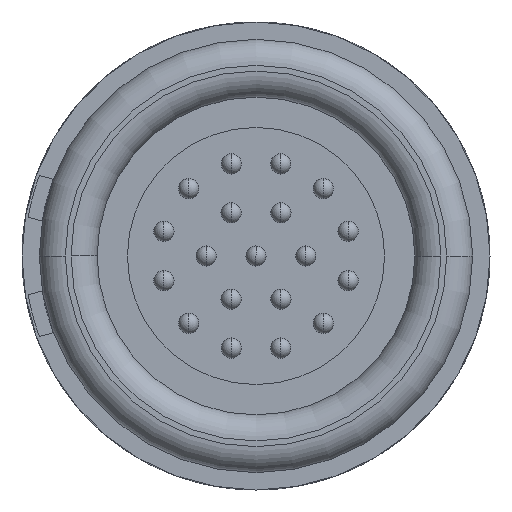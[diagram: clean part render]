
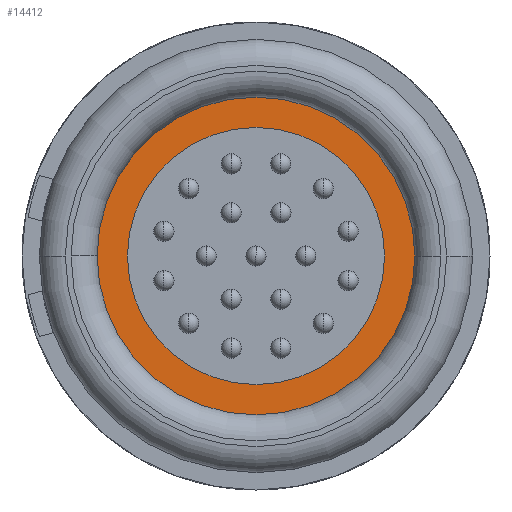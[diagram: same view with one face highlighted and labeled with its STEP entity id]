
A CAD part, left-side view. The second image highlights one B-rep face of the part: STEP entity #14412.
In plain terms, the highlighted planar face has unit normal (-1, 0, 0).
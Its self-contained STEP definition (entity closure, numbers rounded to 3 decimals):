
#2191=CARTESIAN_POINT('',(-12.35,0.,0.));
#2192=DIRECTION('',(-1.,0.,0.));
#2193=DIRECTION('',(0.,1.,0.));
#2194=AXIS2_PLACEMENT_3D('',#2191,#2192,#2193);
#2205=CARTESIAN_POINT('',(-12.35,0.,0.));
#2206=DIRECTION('',(1.,0.,0.));
#2207=DIRECTION('',(0.,1.,0.));
#2208=AXIS2_PLACEMENT_3D('',#2205,#2206,#2207);
#6612=CARTESIAN_POINT('',(-12.35,0.,0.));
#6613=DIRECTION('',(-1.,0.,0.));
#6614=DIRECTION('',(0.,1.,0.));
#6615=AXIS2_PLACEMENT_3D('',#6612,#6613,#6614);
#6617=CARTESIAN_POINT('',(-12.35,0.,0.));
#6618=DIRECTION('',(1.,0.,0.));
#6619=DIRECTION('',(0.,1.,0.));
#6620=AXIS2_PLACEMENT_3D('',#6617,#6618,#6619);
#7547=CARTESIAN_POINT('',(-12.35,5.5,0.));
#7548=CARTESIAN_POINT('',(-12.35,-5.5,0.));
#7549=VERTEX_POINT('',#7547);
#7550=VERTEX_POINT('',#7548);
#7551=CARTESIAN_POINT('',(-12.35,4.45,0.));
#7552=CARTESIAN_POINT('',(-12.35,-4.45,0.));
#7553=VERTEX_POINT('',#7551);
#7554=VERTEX_POINT('',#7552);
#14397=CARTESIAN_POINT('',(-12.35,0.,0.));
#14398=DIRECTION('',(1.,0.,0.));
#14399=DIRECTION('',(0.,-1.,0.));
#14400=AXIS2_PLACEMENT_3D('',#14397,#14398,#14399);
#14401=PLANE('',#14400);
#14403=ORIENTED_EDGE('',*,*,#14402,.F.);
#14405=ORIENTED_EDGE('',*,*,#14404,.T.);
#14406=EDGE_LOOP('',(#14403,#14405));
#14407=FACE_OUTER_BOUND('',#14406,.F.);
#14408=ORIENTED_EDGE('',*,*,#9273,.F.);
#14409=ORIENTED_EDGE('',*,*,#9245,.T.);
#14410=EDGE_LOOP('',(#14408,#14409));
#14411=FACE_BOUND('',#14410,.F.);
#14412=ADVANCED_FACE('',(#14407,#14411),#14401,.F.);
#2195=CIRCLE('',#2194,4.45);
#2209=CIRCLE('',#2208,4.45);
#6616=CIRCLE('',#6615,5.5);
#6621=CIRCLE('',#6620,5.5);
#9245=EDGE_CURVE('',#7553,#7554,#2195,.T.);
#9273=EDGE_CURVE('',#7553,#7554,#2209,.T.);
#14402=EDGE_CURVE('',#7549,#7550,#6616,.T.);
#14404=EDGE_CURVE('',#7549,#7550,#6621,.T.);
